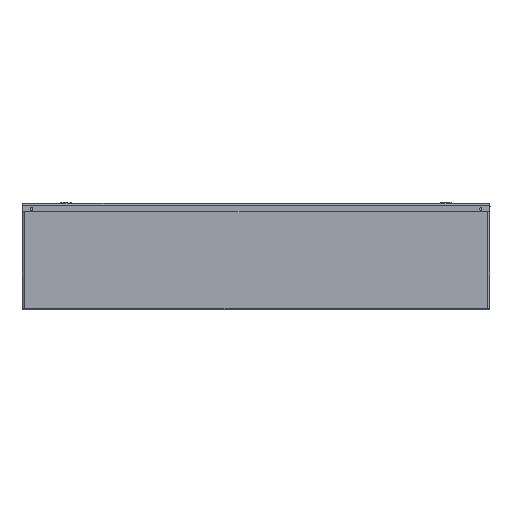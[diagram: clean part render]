
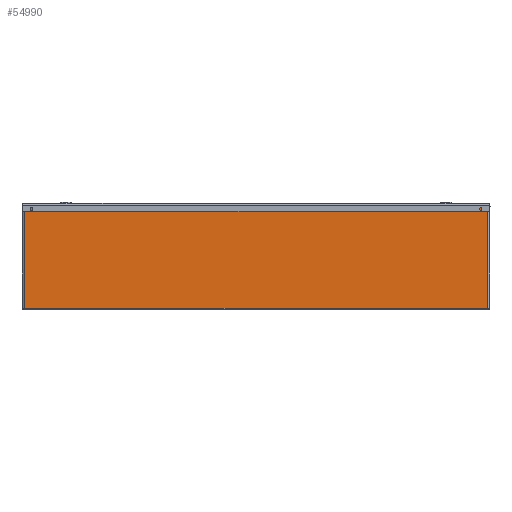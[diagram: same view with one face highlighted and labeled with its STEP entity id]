
A CAD part, front view. The second image highlights one B-rep face of the part: STEP entity #54990.
In plain terms, the highlighted planar face has unit normal (0, -1, 0).
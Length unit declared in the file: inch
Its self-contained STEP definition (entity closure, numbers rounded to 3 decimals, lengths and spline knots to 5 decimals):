
#190 = ORIENTED_EDGE ( 'NONE', *, *, #20968, .T. ) ;
#300 = VERTEX_POINT ( 'NONE', #7332 ) ;
#729 = LINE ( 'NONE', #40416, #49561 ) ;
#1012 = VECTOR ( 'NONE', #30187, 39.37008 ) ;
#2797 = EDGE_LOOP ( 'NONE', ( #14583, #2880, #39823, #9810, #190, #12257, #37814, #3771 ) ) ;
#2880 = ORIENTED_EDGE ( 'NONE', *, *, #28516, .T. ) ;
#3602 = VECTOR ( 'NONE', #50007, 39.37008 ) ;
#3771 = ORIENTED_EDGE ( 'NONE', *, *, #4784, .F. ) ;
#4106 = VERTEX_POINT ( 'NONE', #31651 ) ;
#4784 = EDGE_CURVE ( 'NONE', #64657, #40938, #15044, .T. ) ;
#5079 = CARTESIAN_POINT ( 'NONE',  ( -17.828, -4.5, 0. ) ) ;
#5581 = CARTESIAN_POINT ( 'NONE',  ( -17.94, -4.5, 0.112 ) ) ;
#5591 = LINE ( 'NONE', #25588, #1012 ) ;
#6867 = AXIS2_PLACEMENT_3D ( 'NONE', #41062, #40087, #16455 ) ;
#7332 = CARTESIAN_POINT ( 'NONE',  ( -17.828, -4.5, 7.888 ) ) ;
#9491 = EDGE_CURVE ( 'NONE', #4106, #20054, #27237, .T. ) ;
#9810 = ORIENTED_EDGE ( 'NONE', *, *, #53386, .T. ) ;
#10773 = DIRECTION ( 'NONE',  ( 0., 0., -1. ) ) ;
#11468 = CARTESIAN_POINT ( 'NONE',  ( 17.94, -4.5, 0.112 ) ) ;
#11821 = CARTESIAN_POINT ( 'NONE',  ( 17.828, -4.5, 0. ) ) ;
#12257 = ORIENTED_EDGE ( 'NONE', *, *, #9491, .T. ) ;
#12469 = LINE ( 'NONE', #58716, #62702 ) ;
#13564 = CARTESIAN_POINT ( 'NONE',  ( -17.828, -4.5, 0.117 ) ) ;
#14583 = ORIENTED_EDGE ( 'NONE', *, *, #52125, .T. ) ;
#15044 = LINE ( 'NONE', #31102, #52106 ) ;
#16455 = DIRECTION ( 'NONE',  ( 0., 0., -1. ) ) ;
#17364 = VERTEX_POINT ( 'NONE', #13564 ) ;
#19441 = VECTOR ( 'NONE', #26247, 39.37008 ) ;
#20054 = VERTEX_POINT ( 'NONE', #5581 ) ;
#20968 = EDGE_CURVE ( 'NONE', #17364, #4106, #28185, .T. ) ;
#25073 = LINE ( 'NONE', #5079, #3602 ) ;
#25588 = CARTESIAN_POINT ( 'NONE',  ( -18., -4.5, 7.888 ) ) ;
#26247 = DIRECTION ( 'NONE',  ( 0., 0., 1. ) ) ;
#27211 = VERTEX_POINT ( 'NONE', #47289 ) ;
#27237 = LINE ( 'NONE', #58416, #59955 ) ;
#28185 = LINE ( 'NONE', #43925, #43862 ) ;
#28516 = EDGE_CURVE ( 'NONE', #62881, #27211, #60699, .T. ) ;
#30023 = CARTESIAN_POINT ( 'NONE',  ( 17.94, -4.5, 0.117 ) ) ;
#30187 = DIRECTION ( 'NONE',  ( -1., 0., 0. ) ) ;
#31102 = CARTESIAN_POINT ( 'NONE',  ( 17.94, -4.5, 4.056 ) ) ;
#31651 = CARTESIAN_POINT ( 'NONE',  ( -17.94, -4.5, 0.117 ) ) ;
#33448 = DIRECTION ( 'NONE',  ( -1., 0., 0. ) ) ;
#37814 = ORIENTED_EDGE ( 'NONE', *, *, #47481, .F. ) ;
#39823 = ORIENTED_EDGE ( 'NONE', *, *, #62022, .T. ) ;
#40087 = DIRECTION ( 'NONE',  ( 0., -1., 0. ) ) ;
#40416 = CARTESIAN_POINT ( 'NONE',  ( -18., -4.5, 0.117 ) ) ;
#40680 = CARTESIAN_POINT ( 'NONE',  ( 17.828, -4.5, 0.117 ) ) ;
#40938 = VERTEX_POINT ( 'NONE', #11468 ) ;
#41062 = CARTESIAN_POINT ( 'NONE',  ( -18., -4.5, 0. ) ) ;
#42642 = DIRECTION ( 'NONE',  ( -1., 0., 0. ) ) ;
#43647 = DIRECTION ( 'NONE',  ( 0., 0., -1. ) ) ;
#43862 = VECTOR ( 'NONE', #33448, 39.37008 ) ;
#43925 = CARTESIAN_POINT ( 'NONE',  ( -18., -4.5, 0.117 ) ) ;
#45672 = FACE_OUTER_BOUND ( 'NONE', #2797, .T. ) ;
#47289 = CARTESIAN_POINT ( 'NONE',  ( 17.828, -4.5, 7.888 ) ) ;
#47481 = EDGE_CURVE ( 'NONE', #40938, #20054, #12469, .T. ) ;
#49561 = VECTOR ( 'NONE', #50588, 39.37008 ) ;
#50007 = DIRECTION ( 'NONE',  ( 0., 0., -1. ) ) ;
#50588 = DIRECTION ( 'NONE',  ( -1., 0., 0. ) ) ;
#52106 = VECTOR ( 'NONE', #10773, 39.37008 ) ;
#52125 = EDGE_CURVE ( 'NONE', #64657, #62881, #729, .T. ) ;
#53386 = EDGE_CURVE ( 'NONE', #300, #17364, #25073, .T. ) ;
#54990 = ADVANCED_FACE ( 'NONE', ( #45672 ), #61387, .T. ) ;
#58416 = CARTESIAN_POINT ( 'NONE',  ( -17.94, -4.5, 0. ) ) ;
#58716 = CARTESIAN_POINT ( 'NONE',  ( -18., -4.5, 0.112 ) ) ;
#59955 = VECTOR ( 'NONE', #43647, 39.37008 ) ;
#60699 = LINE ( 'NONE', #11821, #19441 ) ;
#61387 = PLANE ( 'NONE',  #6867 ) ;
#62022 = EDGE_CURVE ( 'NONE', #27211, #300, #5591, .T. ) ;
#62702 = VECTOR ( 'NONE', #42642, 39.37008 ) ;
#62881 = VERTEX_POINT ( 'NONE', #40680 ) ;
#64657 = VERTEX_POINT ( 'NONE', #30023 ) ;
